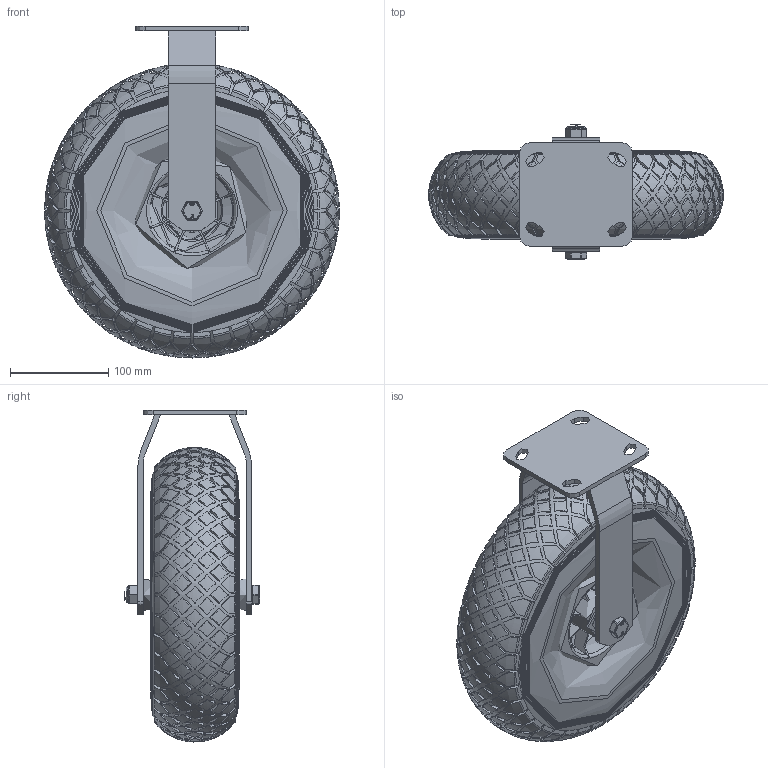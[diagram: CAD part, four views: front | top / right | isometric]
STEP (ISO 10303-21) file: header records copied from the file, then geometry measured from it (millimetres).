
FILE_DESCRIPTION(/* description */ (''),/* implementation_level */ '2;1');
FILE_NAME(/* name */ 'BZFPCF300PRBD.step',/* time_stamp */ '2024-10-02T09:13:44+01:00',/* author */ (''),/* organization */ (''),/* preprocessor_version */ 'ST-DEVELOPER v20',/* originating_system */ 'Autodesk Translation Framework v13.20.0.188',/* authorisation */ '');
FILE_SCHEMA (('AUTOMOTIVE_DESIGN { 1 0 10303 214 3 1 1 }'));
Products named in the file (36): BZFPCF300PRBD; BZFPCF260AS v1; BZFPCF260AS; FABRICATED STEEL BRACKET; BZWPPR300204D v1; TYRETUBE3004D; TYRE; INNER TUBE; VALVE; CAP; RIM300X4PLRED35X71; POLYPROPYLENE RIM; RBM20X35X55; RBM20X35X552; CAGE; Pattern; Component1; RETAINER20X35X2; RETAINER20X35X2 (1); POLYPROPYLENE RETAINER; TUBEM20X105 v1; ZINC PLATED TUBE; WM20X45X2 v1; ZINC PLATED SPACER WASHER; WM20X45X2 v1 (1); ZINC PLATED SPACER WASHER (1); WM20X32X13 v1; ZINC PLATED WASHER; WM20X32X13 v1 (1); ZINC PLATED WASHER (1); BOLTM12X130Z8.8 v2; ZINC PLATED BOLT; NYLOCM12Z v1; NYLOC NUT; NUT; RUBBER
Assembly tree (43 placements, depth 6):
  BZFPCF300PRBD
    BZFPCF260AS v1
      BZFPCF260AS
      FABRICATED STEEL BRACKET
    BZWPPR300204D v1
      TYRETUBE3004D
        TYRE
        INNER TUBE
        VALVE
        CAP
      RIM300X4PLRED35X71
        POLYPROPYLENE RIM
      RBM20X35X55
        RBM20X35X552
          CAGE
          Pattern
            Component1  x8
      RETAINER20X35X2
        POLYPROPYLENE RETAINER
      RETAINER20X35X2 (1)
        POLYPROPYLENE RETAINER
    TUBEM20X105 v1
      ZINC PLATED TUBE
    WM20X45X2 v1
      ZINC PLATED SPACER WASHER
    WM20X45X2 v1 (1)
      ZINC PLATED SPACER WASHER (1)
    WM20X32X13 v1
      ZINC PLATED WASHER
    WM20X32X13 v1 (1)
      ZINC PLATED WASHER (1)
    BOLTM12X130Z8.8 v2
      ZINC PLATED BOLT
    NYLOCM12Z v1
      NYLOC NUT
        NUT
        RUBBER
Bounding box: 299.94 x 138.3 x 337.99 mm (x, y, z)
Volume: 1528798.5 mm3; surface area: 964772.4 mm2
Topology: 25 solids, 26 shells, 2155 faces, 5386 edges, 3485 vertices
Faces by surface type: cylinder 618, plane 528, bspline 462, torus 462, cone 72, sphere 13
Full cylindrical faces by diameter (mm): 0.796 x2, 7.5 x9, 9.836 x23, 10 x1, 11.834 x23, 12 x4, 12.5 x1, 13 x2, 14 x2, 17.25 x1, 18.5 x1, 19.9 x1, 20 x1, 20.8 x2, 21 x4, 32 x2, 34 x1, 35 x3, 38.5 x2, 44 x2, 45 x2, 59.25 x1, 63.25 x1, 66 x1, 100 x2, 100.25 x2
Entity records: 168921 total; most frequent: CARTESIAN_POINT 121748, ORIENTED_EDGE 10702, DIRECTION 7748, EDGE_CURVE 5351, VERTEX_POINT 3462, AXIS2_PLACEMENT_3D 2957, EDGE_LOOP 2383, B_SPLINE_CURVE_WITH_KNOTS 2272
